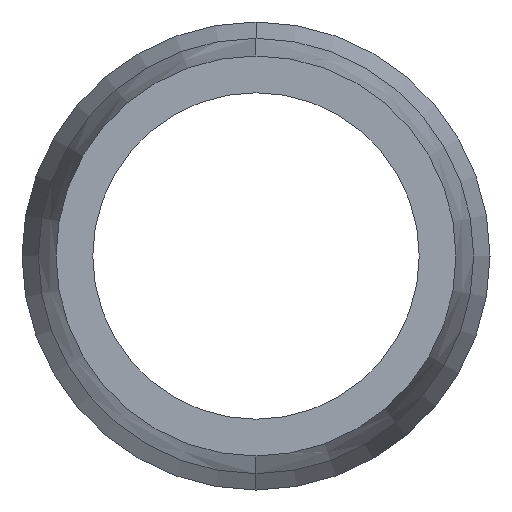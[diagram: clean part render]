
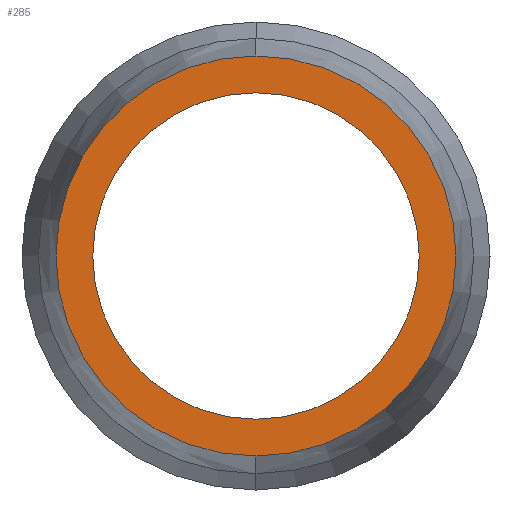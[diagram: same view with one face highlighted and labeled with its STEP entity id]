
A CAD part, left-side view. The second image highlights one B-rep face of the part: STEP entity #285.
In plain terms, the highlighted planar face has unit normal (-1, 0, 0).
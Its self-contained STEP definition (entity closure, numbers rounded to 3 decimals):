
#28 = ORIENTED_EDGE ( 'NONE', *, *, #709, .T. ) ;
#37 = VERTEX_POINT ( 'NONE', #390 ) ;
#45 = EDGE_LOOP ( 'NONE', ( #403, #356 ) ) ;
#63 = CARTESIAN_POINT ( 'NONE',  ( -30.31, 0., 0. ) ) ;
#85 = CARTESIAN_POINT ( 'NONE',  ( -30.31, 0., 0. ) ) ;
#89 = VERTEX_POINT ( 'NONE', #398 ) ;
#101 = CARTESIAN_POINT ( 'NONE',  ( -30.31, 0., 0. ) ) ;
#104 = ORIENTED_EDGE ( 'NONE', *, *, #785, .T. ) ;
#127 = DIRECTION ( 'NONE',  ( -1., 0., 0. ) ) ;
#136 = AXIS2_PLACEMENT_3D ( 'NONE', #101, #601, #731 ) ;
#160 = FACE_OUTER_BOUND ( 'NONE', #173, .T. ) ;
#173 = EDGE_LOOP ( 'NONE', ( #104, #28 ) ) ;
#181 = DIRECTION ( 'NONE',  ( 0., 0., -1. ) ) ;
#182 = AXIS2_PLACEMENT_3D ( 'NONE', #63, #127, #548 ) ;
#185 = DIRECTION ( 'NONE',  ( -1., 0., 0. ) ) ;
#194 = DIRECTION ( 'NONE',  ( 0., 0., 1. ) ) ;
#219 = AXIS2_PLACEMENT_3D ( 'NONE', #85, #634, #475 ) ;
#226 = VERTEX_POINT ( 'NONE', #351 ) ;
#241 = CARTESIAN_POINT ( 'NONE',  ( -30.31, 7.35, 0. ) ) ;
#285 = ADVANCED_FACE ( 'NONE', ( #801, #160 ), #405, .F. ) ;
#292 = CIRCLE ( 'NONE', #219, 6. ) ;
#304 = CARTESIAN_POINT ( 'NONE',  ( -30.31, 0., 6. ) ) ;
#308 = AXIS2_PLACEMENT_3D ( 'NONE', #429, #185, #194 ) ;
#330 = CIRCLE ( 'NONE', #182, 6. ) ;
#351 = CARTESIAN_POINT ( 'NONE',  ( -30.31, 0., -6. ) ) ;
#356 = ORIENTED_EDGE ( 'NONE', *, *, #808, .F. ) ;
#390 = CARTESIAN_POINT ( 'NONE',  ( -30.31, 0., -7.35 ) ) ;
#398 = CARTESIAN_POINT ( 'NONE',  ( -30.31, 0., 7.35 ) ) ;
#403 = ORIENTED_EDGE ( 'NONE', *, *, #610, .F. ) ;
#405 = PLANE ( 'NONE',  #511 ) ;
#429 = CARTESIAN_POINT ( 'NONE',  ( -30.31, 0., 0. ) ) ;
#475 = DIRECTION ( 'NONE',  ( 0., 0., 1. ) ) ;
#480 = DIRECTION ( 'NONE',  ( 1., 0., 0. ) ) ;
#488 = CIRCLE ( 'NONE', #136, 7.35 ) ;
#511 = AXIS2_PLACEMENT_3D ( 'NONE', #241, #480, #181 ) ;
#528 = CIRCLE ( 'NONE', #308, 7.35 ) ;
#548 = DIRECTION ( 'NONE',  ( 0., 0., 1. ) ) ;
#601 = DIRECTION ( 'NONE',  ( -1., 0., 0. ) ) ;
#610 = EDGE_CURVE ( 'NONE', #786, #226, #292, .T. ) ;
#634 = DIRECTION ( 'NONE',  ( -1., 0., 0. ) ) ;
#709 = EDGE_CURVE ( 'NONE', #89, #37, #488, .T. ) ;
#731 = DIRECTION ( 'NONE',  ( 0., 0., 1. ) ) ;
#785 = EDGE_CURVE ( 'NONE', #37, #89, #528, .T. ) ;
#786 = VERTEX_POINT ( 'NONE', #304 ) ;
#801 = FACE_BOUND ( 'NONE', #45, .T. ) ;
#808 = EDGE_CURVE ( 'NONE', #226, #786, #330, .T. ) ;
